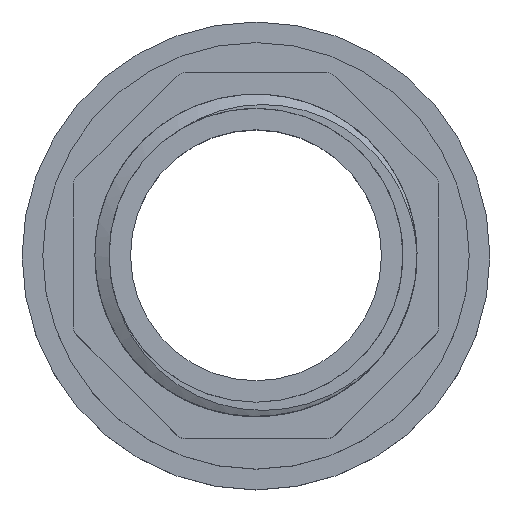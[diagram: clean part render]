
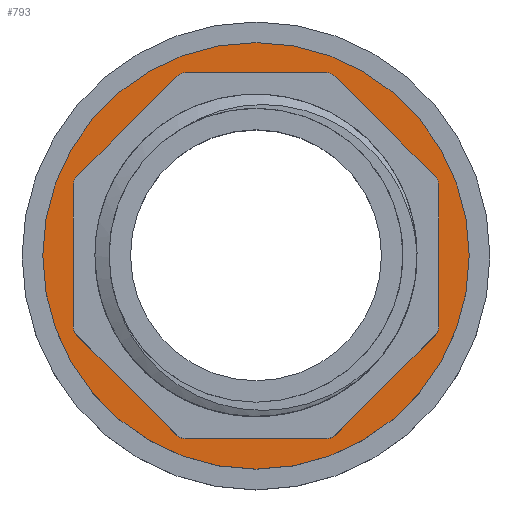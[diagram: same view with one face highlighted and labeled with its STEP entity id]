
A CAD part, top view. The second image highlights one B-rep face of the part: STEP entity #793.
In plain terms, the highlighted planar face has unit normal (0, 0, 1).
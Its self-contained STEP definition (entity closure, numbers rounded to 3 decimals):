
#18=FACE_BOUND('',#102,.T.);
#24=PLANE('',#866);
#54=FACE_OUTER_BOUND('',#101,.T.);
#101=EDGE_LOOP('',(#592));
#102=EDGE_LOOP('',(#593,#594,#595,#596,#597,#598,#599,#600,#601,#602,#603,
#604,#605,#606,#607,#608));
#149=CIRCLE('',#867,17.5);
#150=CIRCLE('',#868,1.);
#151=CIRCLE('',#869,1.);
#152=CIRCLE('',#870,1.);
#153=CIRCLE('',#871,1.);
#154=CIRCLE('',#872,1.);
#155=CIRCLE('',#873,1.);
#156=CIRCLE('',#874,1.);
#157=CIRCLE('',#875,1.);
#228=LINE('',#4226,#280);
#229=LINE('',#4230,#281);
#230=LINE('',#4234,#282);
#231=LINE('',#4238,#283);
#232=LINE('',#4242,#284);
#233=LINE('',#4246,#285);
#234=LINE('',#4250,#286);
#235=LINE('',#4254,#287);
#280=VECTOR('',#999,1.);
#281=VECTOR('',#1002,1.);
#282=VECTOR('',#1005,1.);
#283=VECTOR('',#1008,1.);
#284=VECTOR('',#1011,1.);
#285=VECTOR('',#1014,1.);
#286=VECTOR('',#1017,1.);
#287=VECTOR('',#1020,1.);
#362=VERTEX_POINT('',#4222);
#363=VERTEX_POINT('',#4224);
#364=VERTEX_POINT('',#4225);
#365=VERTEX_POINT('',#4227);
#366=VERTEX_POINT('',#4229);
#367=VERTEX_POINT('',#4231);
#368=VERTEX_POINT('',#4233);
#369=VERTEX_POINT('',#4235);
#370=VERTEX_POINT('',#4237);
#371=VERTEX_POINT('',#4239);
#372=VERTEX_POINT('',#4241);
#373=VERTEX_POINT('',#4243);
#374=VERTEX_POINT('',#4245);
#375=VERTEX_POINT('',#4247);
#376=VERTEX_POINT('',#4249);
#377=VERTEX_POINT('',#4251);
#378=VERTEX_POINT('',#4253);
#457=EDGE_CURVE('',#362,#362,#149,.T.);
#458=EDGE_CURVE('',#363,#364,#228,.T.);
#459=EDGE_CURVE('',#363,#365,#150,.T.);
#460=EDGE_CURVE('',#366,#365,#229,.T.);
#461=EDGE_CURVE('',#366,#367,#151,.T.);
#462=EDGE_CURVE('',#368,#367,#230,.T.);
#463=EDGE_CURVE('',#368,#369,#152,.T.);
#464=EDGE_CURVE('',#370,#369,#231,.T.);
#465=EDGE_CURVE('',#370,#371,#153,.T.);
#466=EDGE_CURVE('',#372,#371,#232,.T.);
#467=EDGE_CURVE('',#372,#373,#154,.T.);
#468=EDGE_CURVE('',#374,#373,#233,.T.);
#469=EDGE_CURVE('',#374,#375,#155,.T.);
#470=EDGE_CURVE('',#376,#375,#234,.T.);
#471=EDGE_CURVE('',#376,#377,#156,.T.);
#472=EDGE_CURVE('',#378,#377,#235,.T.);
#473=EDGE_CURVE('',#378,#364,#157,.T.);
#592=ORIENTED_EDGE('',*,*,#457,.F.);
#593=ORIENTED_EDGE('',*,*,#458,.F.);
#594=ORIENTED_EDGE('',*,*,#459,.T.);
#595=ORIENTED_EDGE('',*,*,#460,.F.);
#596=ORIENTED_EDGE('',*,*,#461,.T.);
#597=ORIENTED_EDGE('',*,*,#462,.F.);
#598=ORIENTED_EDGE('',*,*,#463,.T.);
#599=ORIENTED_EDGE('',*,*,#464,.F.);
#600=ORIENTED_EDGE('',*,*,#465,.T.);
#601=ORIENTED_EDGE('',*,*,#466,.F.);
#602=ORIENTED_EDGE('',*,*,#467,.T.);
#603=ORIENTED_EDGE('',*,*,#468,.F.);
#604=ORIENTED_EDGE('',*,*,#469,.T.);
#605=ORIENTED_EDGE('',*,*,#470,.F.);
#606=ORIENTED_EDGE('',*,*,#471,.T.);
#607=ORIENTED_EDGE('',*,*,#472,.F.);
#608=ORIENTED_EDGE('',*,*,#473,.T.);
#793=ADVANCED_FACE('',(#54,#18),#24,.F.);
#866=AXIS2_PLACEMENT_3D('',#4221,#995,#996);
#867=AXIS2_PLACEMENT_3D('',#4223,#997,#998);
#868=AXIS2_PLACEMENT_3D('',#4228,#1000,#1001);
#869=AXIS2_PLACEMENT_3D('',#4232,#1003,#1004);
#870=AXIS2_PLACEMENT_3D('',#4236,#1006,#1007);
#871=AXIS2_PLACEMENT_3D('',#4240,#1009,#1010);
#872=AXIS2_PLACEMENT_3D('',#4244,#1012,#1013);
#873=AXIS2_PLACEMENT_3D('',#4248,#1015,#1016);
#874=AXIS2_PLACEMENT_3D('',#4252,#1018,#1019);
#875=AXIS2_PLACEMENT_3D('',#4255,#1021,#1022);
#995=DIRECTION('center_axis',(0.,0.,-1.));
#996=DIRECTION('ref_axis',(0.,1.,0.));
#997=DIRECTION('center_axis',(0.,0.,-1.));
#998=DIRECTION('ref_axis',(0.,1.,0.));
#999=DIRECTION('',(0.,1.,0.));
#1000=DIRECTION('center_axis',(0.,0.,-1.));
#1001=DIRECTION('ref_axis',(0.,1.,0.));
#1002=DIRECTION('',(0.707,0.707,0.));
#1003=DIRECTION('center_axis',(0.,0.,-1.));
#1004=DIRECTION('ref_axis',(0.,1.,0.));
#1005=DIRECTION('',(1.,0.,0.));
#1006=DIRECTION('center_axis',(0.,0.,-1.));
#1007=DIRECTION('ref_axis',(0.,1.,0.));
#1008=DIRECTION('',(0.707,-0.707,0.));
#1009=DIRECTION('center_axis',(0.,0.,-1.));
#1010=DIRECTION('ref_axis',(0.,1.,0.));
#1011=DIRECTION('',(0.,-1.,0.));
#1012=DIRECTION('center_axis',(0.,0.,-1.));
#1013=DIRECTION('ref_axis',(0.,1.,0.));
#1014=DIRECTION('',(-0.707,-0.707,0.));
#1015=DIRECTION('center_axis',(0.,0.,-1.));
#1016=DIRECTION('ref_axis',(0.,1.,0.));
#1017=DIRECTION('',(-1.,0.,0.));
#1018=DIRECTION('center_axis',(0.,0.,-1.));
#1019=DIRECTION('ref_axis',(0.,1.,0.));
#1020=DIRECTION('',(-0.707,0.707,0.));
#1021=DIRECTION('center_axis',(0.,0.,-1.));
#1022=DIRECTION('ref_axis',(0.,1.,0.));
#4221=CARTESIAN_POINT('Origin',(-15.,0.,
9.2));
#4222=CARTESIAN_POINT('',(0.,-17.5,9.2));
#4223=CARTESIAN_POINT('Origin',(0.,0.,9.2));
#4224=CARTESIAN_POINT('',(15.,-5.799,9.2));
#4225=CARTESIAN_POINT('',(15.,5.799,9.2));
#4226=CARTESIAN_POINT('',(15.,0.,9.2));
#4227=CARTESIAN_POINT('',(14.707,-6.506,9.2));
#4228=CARTESIAN_POINT('Origin',(14.,-5.799,9.2));
#4229=CARTESIAN_POINT('',(6.506,-14.707,9.2));
#4230=CARTESIAN_POINT('',(3.107,-18.107,9.2));
#4231=CARTESIAN_POINT('',(5.799,-15.,9.2));
#4232=CARTESIAN_POINT('Origin',(5.799,-14.,9.2));
#4233=CARTESIAN_POINT('',(-5.799,-15.,9.2));
#4234=CARTESIAN_POINT('',(-15.,-15.,9.2));
#4235=CARTESIAN_POINT('',(-6.506,-14.707,9.2));
#4236=CARTESIAN_POINT('Origin',(-5.799,-14.,9.2));
#4237=CARTESIAN_POINT('',(-14.707,-6.506,9.2));
#4238=CARTESIAN_POINT('',(-18.107,-3.107,9.2));
#4239=CARTESIAN_POINT('',(-15.,-5.799,9.2));
#4240=CARTESIAN_POINT('Origin',(-14.,-5.799,9.2));
#4241=CARTESIAN_POINT('',(-15.,5.799,9.2));
#4242=CARTESIAN_POINT('',(-15.,0.,9.2));
#4243=CARTESIAN_POINT('',(-14.707,6.506,9.2));
#4244=CARTESIAN_POINT('Origin',(-14.,5.799,9.2));
#4245=CARTESIAN_POINT('',(-6.506,14.707,9.2));
#4246=CARTESIAN_POINT('',(-18.107,3.107,9.2));
#4247=CARTESIAN_POINT('',(-5.799,15.,9.2));
#4248=CARTESIAN_POINT('Origin',(-5.799,14.,9.2));
#4249=CARTESIAN_POINT('',(5.799,15.,9.2));
#4250=CARTESIAN_POINT('',(-15.,15.,9.2));
#4251=CARTESIAN_POINT('',(6.506,14.707,9.2));
#4252=CARTESIAN_POINT('Origin',(5.799,14.,9.2));
#4253=CARTESIAN_POINT('',(14.707,6.506,9.2));
#4254=CARTESIAN_POINT('',(3.107,18.107,9.2));
#4255=CARTESIAN_POINT('Origin',(14.,5.799,9.2));
